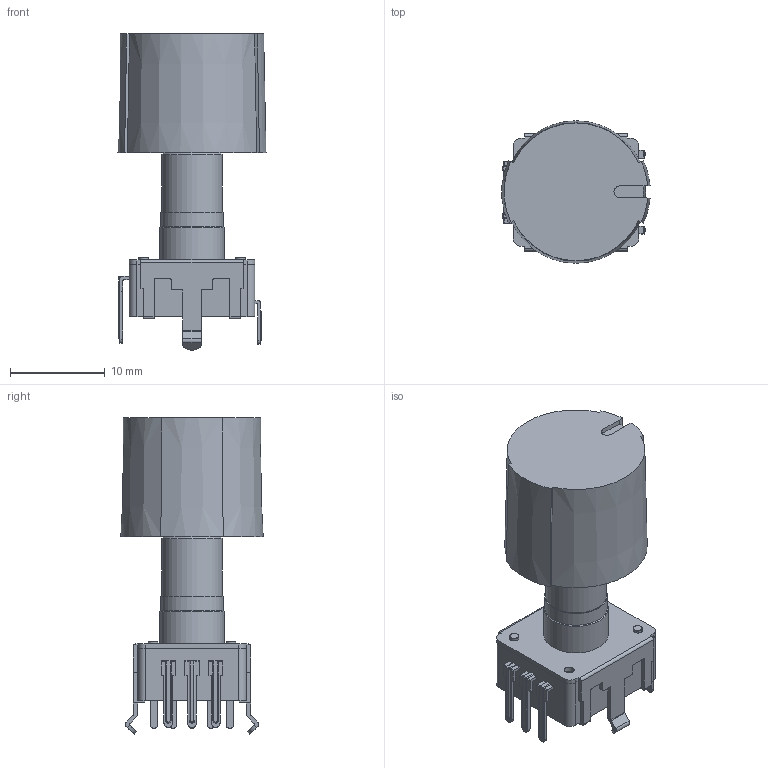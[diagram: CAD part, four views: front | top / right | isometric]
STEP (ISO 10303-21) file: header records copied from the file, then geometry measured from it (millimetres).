
FILE_DESCRIPTION(('FreeCAD Model'),'2;1');
FILE_NAME('Open CASCADE Shape Model','2023-03-05T19:24:38',( 'kicad StepUp'),('ksu MCAD'),'Open CASCADE STEP processor 7.6', 'FreeCAD','Unknown');
FILE_SCHEMA(('AUTOMOTIVE_DESIGN { 1 0 10303 214 1 1 1 1 }'));
Length unit declared in the file: millimetre
Products named in the file (1): box_base v1_sp
Bounding box: 15.59 x 15 x 33.3 mm (x, y, z)
Volume: 2885.6 mm3; surface area: 2819.1 mm2
Topology: 9 solids, 10 shells, 396 faces, 1004 edges, 644 vertices
Faces by surface type: plane 226, cylinder 114, cone 28, sphere 16, bspline 9, torus 3
Full cylindrical faces by diameter (mm): 1 x4, 6.4 x1, 6.6 x1, 6.8 x1
Entity records: 14892 total; most frequent: CARTESIAN_POINT 2355, DIRECTION 2028, ORIENTED_EDGE 2008, EDGE_CURVE 1004, AXIS2_PLACEMENT_3D 692, VERTEX_POINT 644, LINE 644, VECTOR 644
